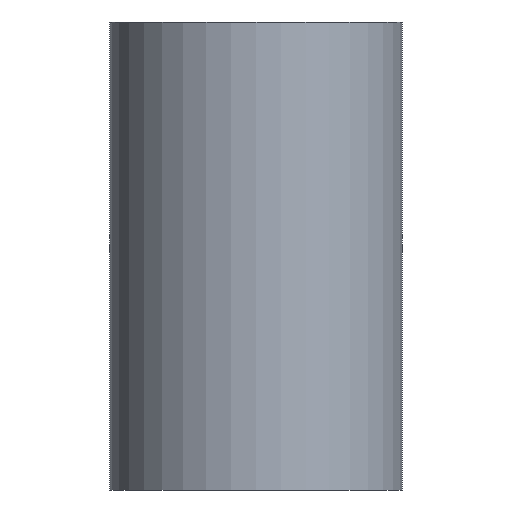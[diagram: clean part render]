
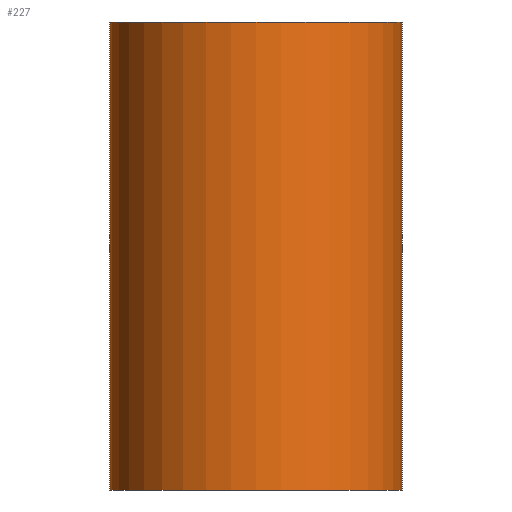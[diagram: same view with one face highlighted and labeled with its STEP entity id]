
A CAD part, front view. The second image highlights one B-rep face of the part: STEP entity #227.
In plain terms, the highlighted cylindrical face has radius 25 mm (diameter 50 mm), a partial arc.
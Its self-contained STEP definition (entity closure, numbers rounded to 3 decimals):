
#3 = CIRCLE ( 'NONE', #171, 25. ) ;
#4 = CARTESIAN_POINT ( 'NONE',  ( 0., 0., 40. ) ) ;
#8 = LINE ( 'NONE', #118, #250 ) ;
#34 = CYLINDRICAL_SURFACE ( 'NONE', #71, 25. ) ;
#35 = DIRECTION ( 'NONE',  ( 0., 0., 1. ) ) ;
#50 = EDGE_CURVE ( 'NONE', #180, #176, #173, .T. ) ;
#55 = VERTEX_POINT ( 'NONE', #75 ) ;
#60 = CIRCLE ( 'NONE', #62, 25. ) ;
#61 = EDGE_LOOP ( 'NONE', ( #135, #147, #305, #98 ) ) ;
#62 = AXIS2_PLACEMENT_3D ( 'NONE', #142, #312, #184 ) ;
#71 = AXIS2_PLACEMENT_3D ( 'NONE', #4, #137, #236 ) ;
#75 = CARTESIAN_POINT ( 'NONE',  ( -25., 0., 80. ) ) ;
#78 = DIRECTION ( 'NONE',  ( 0., 0., 1. ) ) ;
#98 = ORIENTED_EDGE ( 'NONE', *, *, #103, .F. ) ;
#103 = EDGE_CURVE ( 'NONE', #55, #176, #3, .T. ) ;
#107 = CARTESIAN_POINT ( 'NONE',  ( -25., 0., 0. ) ) ;
#108 = CARTESIAN_POINT ( 'NONE',  ( 25., 0., 40. ) ) ;
#118 = CARTESIAN_POINT ( 'NONE',  ( -25., 0., 40. ) ) ;
#125 = VECTOR ( 'NONE', #298, 1000. ) ;
#135 = ORIENTED_EDGE ( 'NONE', *, *, #274, .F. ) ;
#137 = DIRECTION ( 'NONE',  ( 0., 0., 1. ) ) ;
#142 = CARTESIAN_POINT ( 'NONE',  ( 0., 0., 0. ) ) ;
#147 = ORIENTED_EDGE ( 'NONE', *, *, #216, .T. ) ;
#169 = CARTESIAN_POINT ( 'NONE',  ( 25., 0., 0. ) ) ;
#171 = AXIS2_PLACEMENT_3D ( 'NONE', #326, #78, #254 ) ;
#173 = LINE ( 'NONE', #108, #125 ) ;
#176 = VERTEX_POINT ( 'NONE', #262 ) ;
#180 = VERTEX_POINT ( 'NONE', #169 ) ;
#184 = DIRECTION ( 'NONE',  ( 1., 0., 0. ) ) ;
#207 = FACE_OUTER_BOUND ( 'NONE', #61, .T. ) ;
#216 = EDGE_CURVE ( 'NONE', #229, #180, #60, .T. ) ;
#227 = ADVANCED_FACE ( 'NONE', ( #207 ), #34, .T. ) ;
#229 = VERTEX_POINT ( 'NONE', #107 ) ;
#236 = DIRECTION ( 'NONE',  ( 1., 0., 0. ) ) ;
#250 = VECTOR ( 'NONE', #35, 1000. ) ;
#254 = DIRECTION ( 'NONE',  ( 1., 0., 0. ) ) ;
#262 = CARTESIAN_POINT ( 'NONE',  ( 25., 0., 80. ) ) ;
#274 = EDGE_CURVE ( 'NONE', #229, #55, #8, .T. ) ;
#298 = DIRECTION ( 'NONE',  ( 0., 0., 1. ) ) ;
#305 = ORIENTED_EDGE ( 'NONE', *, *, #50, .T. ) ;
#312 = DIRECTION ( 'NONE',  ( 0., 0., 1. ) ) ;
#326 = CARTESIAN_POINT ( 'NONE',  ( 0., 0., 80. ) ) ;
